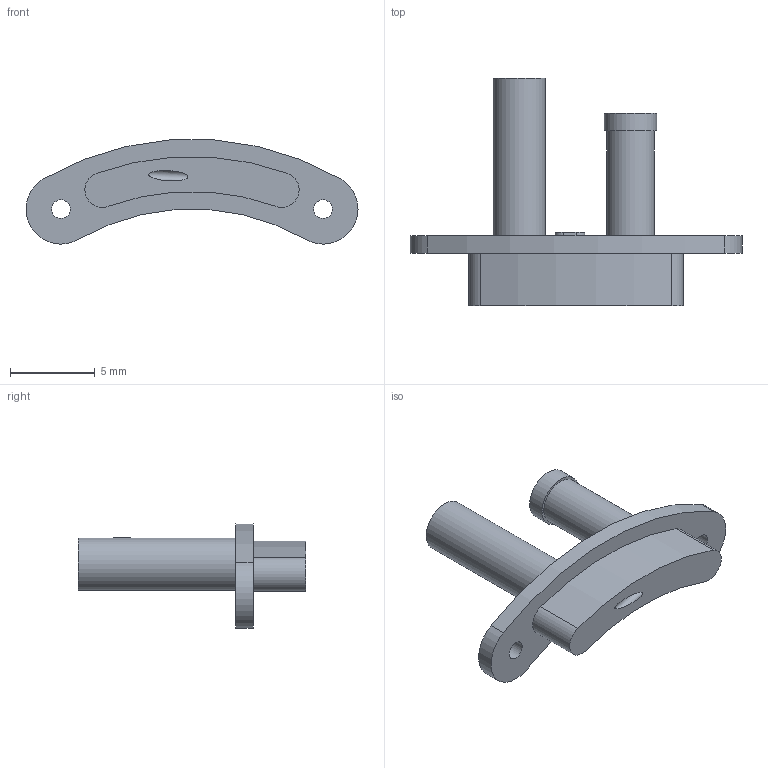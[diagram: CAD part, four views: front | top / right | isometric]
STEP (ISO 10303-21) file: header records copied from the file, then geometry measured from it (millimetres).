
FILE_DESCRIPTION( ( '' ), ' ' );
FILE_NAME( '5e4abc08353e4b142bdbf79b.step', '2020-02-17T16:15:05', ( '' ), ( '' ), ' ', ' ', ' ' );
FILE_SCHEMA( ( 'AUTOMOTIVE_DESIGN { 1 0 10303 214 1 1 1 1 }' ) );
Length unit declared in the file: metre
Products named in the file (1): Part 1
Bounding box: 19.57 x 13.39 x 6.14 mm (x, y, z)
Volume: 243.5 mm3; surface area: 522.2 mm2
Topology: 1 solids, 1 shells, 34 faces, 80 edges, 53 vertices
Faces by surface type: cylinder 20, plane 11, cone 2, sphere 1
Full cylindrical faces by diameter (mm): 0.6 x1, 0.618 x1, 1.102 x2, 1.545 x1, 2.06 x1, 2.781 x1, 3.09 x2
Entity records: 1204 total; most frequent: DIRECTION 172, CARTESIAN_POINT 164, ORIENTED_EDGE 124, AXIS2_PLACEMENT_3D 76, EDGE_CURVE 62, EDGE_LOOP 57, VERTEX_POINT 48, FACE_OUTER_BOUND 43
